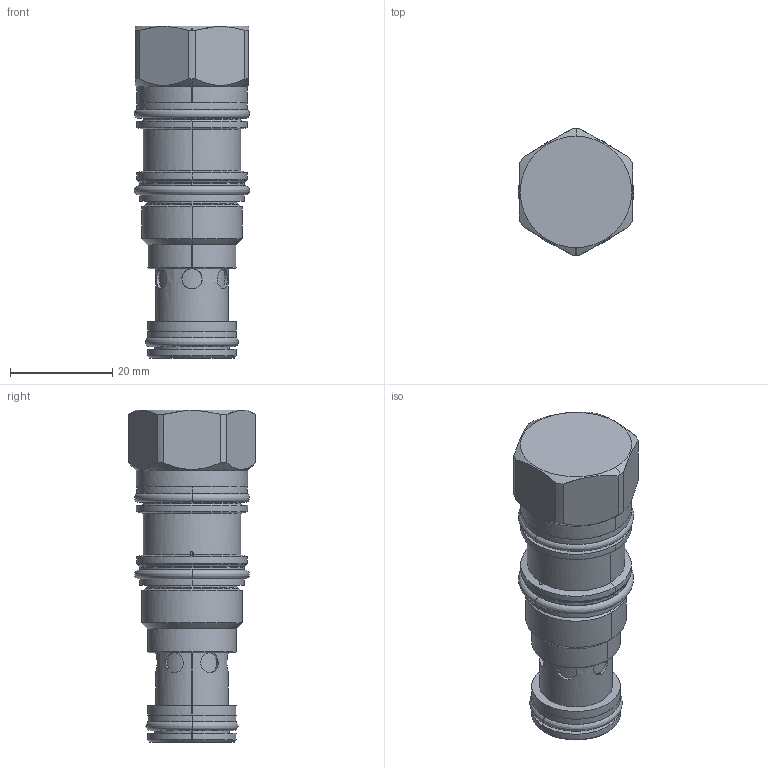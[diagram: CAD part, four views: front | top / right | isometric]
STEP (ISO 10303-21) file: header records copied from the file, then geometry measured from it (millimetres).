
FILE_DESCRIPTION((''),'2;1');
FILE_NAME('CBCGXMN','2018-05-10T',('SVC_Sigmax'),(''),'PRO/ENGINEER BY PARAMETRIC TECHNOLOGY CORPORATION, 2016010','PRO/ENGINEER BY PARAMETRIC TECHNOLOGY CORPORATION, 2016010','');
FILE_SCHEMA(('CONFIG_CONTROL_DESIGN'));
Products named in the file (1): CBCGXMN
Bounding box: 22.55 x 24.84 x 65.07 mm (x, y, z)
Surface area: 9934.2 mm2 (no closed solid volume)
Topology: 0 solids, 0 shells, 230 faces, 1044 edges, 1028 vertices
Faces by surface type: bspline 196, torus 34
Entity records: 37700 total; most frequent: CARTESIAN_POINT 28386, DIRECTION 1553, TRIMMED_CURVE 1202, DEFINITIONAL_REPRESENTATION 1012, PCURVE 1012, COMPOSITE_CURVE_SEGMENT 1012, VECTOR 919, LINE 919
